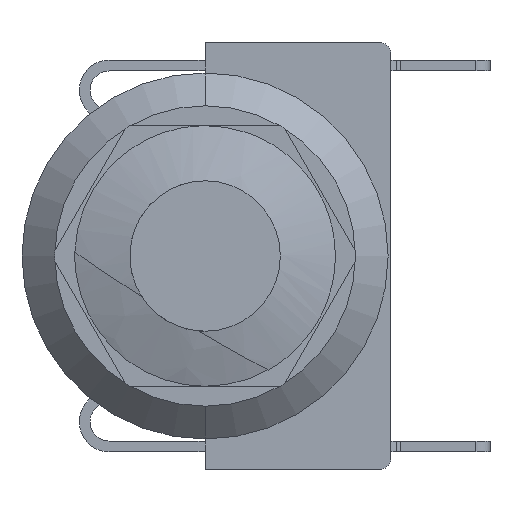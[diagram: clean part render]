
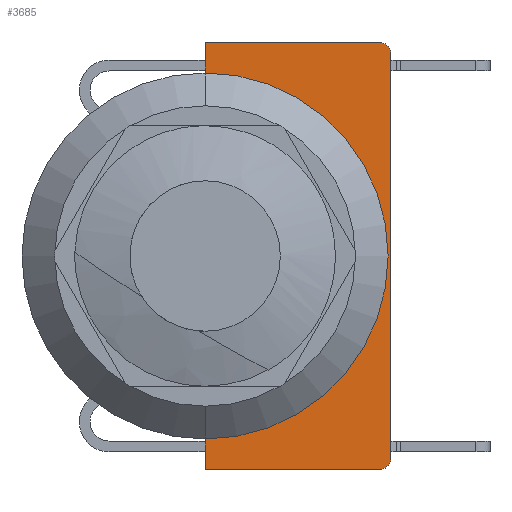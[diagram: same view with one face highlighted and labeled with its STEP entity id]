
A CAD part, left-side view. The second image highlights one B-rep face of the part: STEP entity #3685.
In plain terms, the highlighted planar face has unit normal (-1, 0, 0).
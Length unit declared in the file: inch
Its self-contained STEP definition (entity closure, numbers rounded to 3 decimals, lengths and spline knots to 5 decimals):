
#66 = CIRCLE ( 'NONE', #3113, 0.29646 ) ;
#100 = VERTEX_POINT ( 'NONE', #5976 ) ;
#168 = CARTESIAN_POINT ( 'NONE',  ( 0., 0.35827, 0. ) ) ;
#396 = AXIS2_PLACEMENT_3D ( 'NONE', #2009, #414, #5292 ) ;
#414 = DIRECTION ( 'NONE',  ( -1., 0., 0. ) ) ;
#681 = DIRECTION ( 'NONE',  ( -1., 0., 0. ) ) ;
#732 = CARTESIAN_POINT ( 'NONE',  ( 0., 0.33858, -0.29213 ) ) ;
#737 = CIRCLE ( 'NONE', #2543, 0.21654 ) ;
#836 = AXIS2_PLACEMENT_3D ( 'NONE', #3418, #2351, #6775 ) ;
#880 = CARTESIAN_POINT ( 'NONE',  ( 0., 0.35827, 0. ) ) ;
#981 = VERTEX_POINT ( 'NONE', #1327 ) ;
#1048 = VERTEX_POINT ( 'NONE', #2414 ) ;
#1049 = CARTESIAN_POINT ( 'NONE',  ( 0., -0.29646, 0. ) ) ;
#1177 = CARTESIAN_POINT ( 'NONE',  ( 0., 0., 0.21654 ) ) ;
#1327 = CARTESIAN_POINT ( 'NONE',  ( 0., 0.29646, 0. ) ) ;
#1340 = CARTESIAN_POINT ( 'NONE',  ( 0., 0.35827, 0. ) ) ;
#1401 = DIRECTION ( 'NONE',  ( 0., 0., 1. ) ) ;
#1527 = CIRCLE ( 'NONE', #2427, 0.01969 ) ;
#1618 = EDGE_CURVE ( 'NONE', #5295, #1048, #2260, .T. ) ;
#1762 = VERTEX_POINT ( 'NONE', #3513 ) ;
#1795 = ORIENTED_EDGE ( 'NONE', *, *, #4379, .T. ) ;
#1875 = EDGE_CURVE ( 'NONE', #3572, #1762, #4241, .T. ) ;
#1880 = AXIS2_PLACEMENT_3D ( 'NONE', #6339, #2619, #3152 ) ;
#1916 = EDGE_CURVE ( 'NONE', #3572, #981, #4915, .T. ) ;
#1976 = ORIENTED_EDGE ( 'NONE', *, *, #1916, .F. ) ;
#2009 = CARTESIAN_POINT ( 'NONE',  ( 0., 0., -0.06594 ) ) ;
#2012 = ORIENTED_EDGE ( 'NONE', *, *, #3162, .T. ) ;
#2180 = ORIENTED_EDGE ( 'NONE', *, *, #6513, .T. ) ;
#2260 = LINE ( 'NONE', #3478, #5088 ) ;
#2304 = DIRECTION ( 'NONE',  ( 0., -1., 0. ) ) ;
#2351 = DIRECTION ( 'NONE',  ( 1., 0., 0. ) ) ;
#2414 = CARTESIAN_POINT ( 'NONE',  ( 0., 0.33858, -0.31181 ) ) ;
#2415 = CARTESIAN_POINT ( 'NONE',  ( 0., -0.35827, 0. ) ) ;
#2427 = AXIS2_PLACEMENT_3D ( 'NONE', #732, #3460, #3028 ) ;
#2452 = ORIENTED_EDGE ( 'NONE', *, *, #4652, .T. ) ;
#2519 = EDGE_CURVE ( 'NONE', #100, #4649, #3051, .T. ) ;
#2543 = AXIS2_PLACEMENT_3D ( 'NONE', #3665, #6877, #5353 ) ;
#2619 = DIRECTION ( 'NONE',  ( -1., 0., 0. ) ) ;
#2737 = ORIENTED_EDGE ( 'NONE', *, *, #1618, .F. ) ;
#2794 = DIRECTION ( 'NONE',  ( 0., 1., 0. ) ) ;
#2807 = VERTEX_POINT ( 'NONE', #1177 ) ;
#2986 = CARTESIAN_POINT ( 'NONE',  ( 0., 0., -0.21654 ) ) ;
#2990 = VECTOR ( 'NONE', #2992, 39.37008 ) ;
#2992 = DIRECTION ( 'NONE',  ( 0., -1., 0. ) ) ;
#3028 = DIRECTION ( 'NONE',  ( 0., -1., 0. ) ) ;
#3051 = LINE ( 'NONE', #4623, #4145 ) ;
#3093 = CIRCLE ( 'NONE', #836, 0.21654 ) ;
#3111 = VERTEX_POINT ( 'NONE', #1049 ) ;
#3113 = AXIS2_PLACEMENT_3D ( 'NONE', #5598, #681, #2304 ) ;
#3130 = EDGE_LOOP ( 'NONE', ( #4238, #6850, #2452, #1976, #6857, #3681, #2737, #1795 ) ) ;
#3152 = DIRECTION ( 'NONE',  ( 0., 1., 0. ) ) ;
#3162 = EDGE_CURVE ( 'NONE', #2807, #5832, #3093, .T. ) ;
#3392 = DIRECTION ( 'NONE',  ( 0., -1., 0. ) ) ;
#3418 = CARTESIAN_POINT ( 'NONE',  ( 0., 0., 0. ) ) ;
#3460 = DIRECTION ( 'NONE',  ( 1., 0., 0. ) ) ;
#3478 = CARTESIAN_POINT ( 'NONE',  ( 0., -0.33858, -0.31181 ) ) ;
#3513 = CARTESIAN_POINT ( 'NONE',  ( 0., 0.35827, -0.29213 ) ) ;
#3572 = VERTEX_POINT ( 'NONE', #880 ) ;
#3603 = PLANE ( 'NONE',  #396 ) ;
#3665 = CARTESIAN_POINT ( 'NONE',  ( 0., 0., 0. ) ) ;
#3667 = FACE_BOUND ( 'NONE', #6496, .T. ) ;
#3681 = ORIENTED_EDGE ( 'NONE', *, *, #3830, .F. ) ;
#3685 = ADVANCED_FACE ( 'NONE', ( #3667, #5199 ), #3603, .T. ) ;
#3830 = EDGE_CURVE ( 'NONE', #1048, #1762, #1527, .T. ) ;
#3911 = EDGE_CURVE ( 'NONE', #3111, #4649, #4597, .T. ) ;
#4145 = VECTOR ( 'NONE', #1401, 39.37008 ) ;
#4238 = ORIENTED_EDGE ( 'NONE', *, *, #2519, .T. ) ;
#4241 = LINE ( 'NONE', #6467, #6653 ) ;
#4275 = DIRECTION ( 'NONE',  ( 0., 0., -1. ) ) ;
#4379 = EDGE_CURVE ( 'NONE', #5295, #100, #4808, .T. ) ;
#4471 = CARTESIAN_POINT ( 'NONE',  ( 0., -0.33858, -0.31181 ) ) ;
#4597 = LINE ( 'NONE', #1340, #2990 ) ;
#4623 = CARTESIAN_POINT ( 'NONE',  ( 0., -0.35827, -0.06594 ) ) ;
#4649 = VERTEX_POINT ( 'NONE', #2415 ) ;
#4652 = EDGE_CURVE ( 'NONE', #3111, #981, #66, .T. ) ;
#4808 = CIRCLE ( 'NONE', #1880, 0.01969 ) ;
#4915 = LINE ( 'NONE', #168, #6873 ) ;
#5088 = VECTOR ( 'NONE', #2794, 39.37008 ) ;
#5199 = FACE_OUTER_BOUND ( 'NONE', #3130, .T. ) ;
#5292 = DIRECTION ( 'NONE',  ( 0., -1., 0. ) ) ;
#5295 = VERTEX_POINT ( 'NONE', #4471 ) ;
#5353 = DIRECTION ( 'NONE',  ( 0., 0., -1. ) ) ;
#5598 = CARTESIAN_POINT ( 'NONE',  ( 0., 0., 0. ) ) ;
#5832 = VERTEX_POINT ( 'NONE', #2986 ) ;
#5976 = CARTESIAN_POINT ( 'NONE',  ( 0., -0.35827, -0.29213 ) ) ;
#6339 = CARTESIAN_POINT ( 'NONE',  ( 0., -0.33858, -0.29213 ) ) ;
#6467 = CARTESIAN_POINT ( 'NONE',  ( 0., 0.35827, -0.06594 ) ) ;
#6496 = EDGE_LOOP ( 'NONE', ( #2180, #2012 ) ) ;
#6513 = EDGE_CURVE ( 'NONE', #5832, #2807, #737, .T. ) ;
#6653 = VECTOR ( 'NONE', #4275, 39.37008 ) ;
#6775 = DIRECTION ( 'NONE',  ( 0., 0., -1. ) ) ;
#6850 = ORIENTED_EDGE ( 'NONE', *, *, #3911, .F. ) ;
#6857 = ORIENTED_EDGE ( 'NONE', *, *, #1875, .T. ) ;
#6873 = VECTOR ( 'NONE', #3392, 39.37008 ) ;
#6877 = DIRECTION ( 'NONE',  ( 1., 0., 0. ) ) ;
